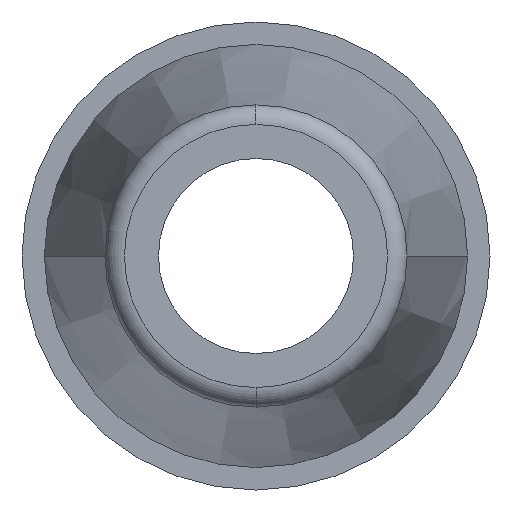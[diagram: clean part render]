
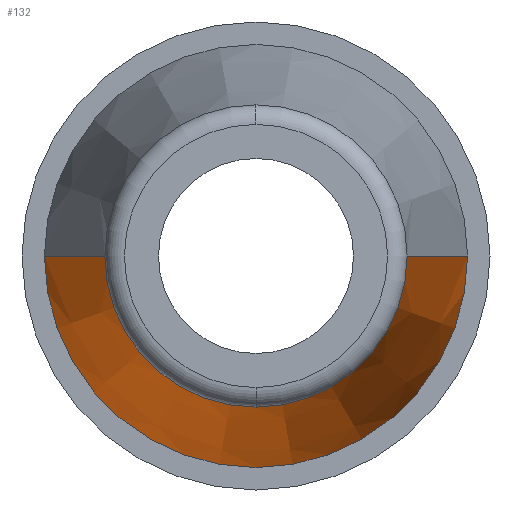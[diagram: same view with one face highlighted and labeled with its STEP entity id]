
A CAD part, front view. The second image highlights one B-rep face of the part: STEP entity #132.
In plain terms, the highlighted conical face has half-angle 7.676 degrees and reference radius 4.65 mm.
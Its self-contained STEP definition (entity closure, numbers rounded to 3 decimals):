
#132=ADVANCED_FACE('',(#287),#288,.T.);
#287=FACE_OUTER_BOUND('',#462,.T.);
#288=CONICAL_SURFACE('',#463,4.65,0.134);
#462=EDGE_LOOP('',(#770,#771,#772,#773));
#463=AXIS2_PLACEMENT_3D('',#774,#775,#776);
#770=ORIENTED_EDGE('',*,*,#1075,.F.);
#771=ORIENTED_EDGE('',*,*,#1078,.T.);
#772=ORIENTED_EDGE('',*,*,#1076,.F.);
#773=ORIENTED_EDGE('',*,*,#1037,.F.);
#774=CARTESIAN_POINT('',(0.0,10.75,0.0));
#775=DIRECTION('',(-0.0,1.0,-0.0));
#776=DIRECTION('',(1.0,0.0,0.0));
#1037=EDGE_CURVE('',#1187,#1192,#1251,.T.);
#1075=EDGE_CURVE('',#1141,#1187,#1299,.T.);
#1076=EDGE_CURVE('',#1192,#1143,#1300,.T.);
#1078=EDGE_CURVE('',#1141,#1143,#1302,.T.);
#1141=VERTEX_POINT('',#1371);
#1143=VERTEX_POINT('',#1374);
#1187=VERTEX_POINT('',#1425);
#1192=VERTEX_POINT('',#1431);
#1251=CIRCLE('',#1497,5.425);
#1299=LINE('',#1555,#1556);
#1300=LINE('',#1557,#1558);
#1302=CIRCLE('',#1560,3.875);
#1371=CARTESIAN_POINT('',(3.875,5.0,0.0));
#1374=CARTESIAN_POINT('',(-3.875,5.0,0.));
#1425=CARTESIAN_POINT('',(5.425,16.5,0.0));
#1431=CARTESIAN_POINT('',(-5.425,16.5,0.));
#1497=AXIS2_PLACEMENT_3D('',#1748,#1749,#1750);
#1555=CARTESIAN_POINT('',(4.65,10.75,0.));
#1556=VECTOR('',#1806,1.0);
#1557=CARTESIAN_POINT('',(-4.65,10.75,0.));
#1558=VECTOR('',#1807,1.0);
#1560=AXIS2_PLACEMENT_3D('',#1808,#1809,#1810);
#1748=CARTESIAN_POINT('',(0.0,16.5,0.0));
#1749=DIRECTION('',(-0.0,1.0,0.0));
#1750=DIRECTION('',(1.0,0.0,0.0));
#1806=DIRECTION('',(0.134,0.991,0.));
#1807=DIRECTION('',(0.134,-0.991,0.));
#1808=CARTESIAN_POINT('',(0.0,5.0,0.0));
#1809=DIRECTION('',(-0.0,1.0,0.0));
#1810=DIRECTION('',(1.0,0.0,0.0));
